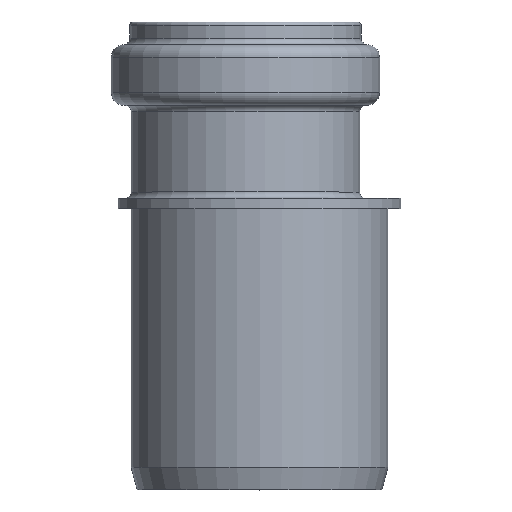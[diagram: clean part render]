
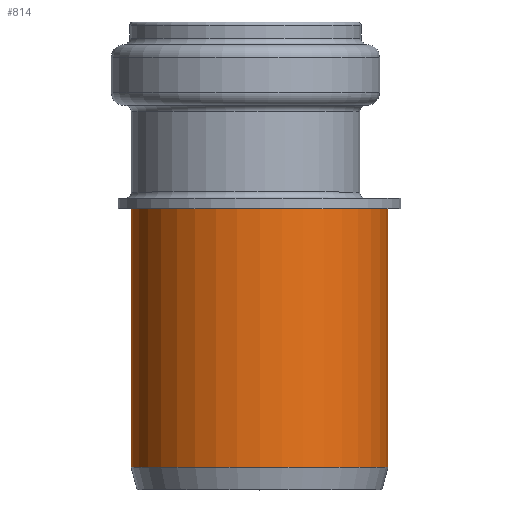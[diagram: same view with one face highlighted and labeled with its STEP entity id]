
A CAD part, top view. The second image highlights one B-rep face of the part: STEP entity #814.
In plain terms, the highlighted cylindrical face has radius 20.1 mm (diameter 40.2 mm), a full revolution.
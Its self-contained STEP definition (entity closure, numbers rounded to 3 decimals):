
#59=LINE('',#1612,#78);
#78=VECTOR('',#1290,20.1);
#90=CYLINDRICAL_SURFACE('',#979,20.1);
#130=FACE_OUTER_BOUND('',#177,.T.);
#177=EDGE_LOOP('',(#756,#757,#758,#759,#760,#761));
#277=CIRCLE('',#971,20.1);
#278=CIRCLE('',#972,20.1);
#281=CIRCLE('',#976,20.1);
#282=CIRCLE('',#977,20.1);
#372=VERTEX_POINT('',#1596);
#373=VERTEX_POINT('',#1597);
#376=VERTEX_POINT('',#1605);
#377=VERTEX_POINT('',#1607);
#498=EDGE_CURVE('',#372,#373,#277,.T.);
#499=EDGE_CURVE('',#373,#372,#278,.T.);
#503=EDGE_CURVE('',#376,#377,#281,.T.);
#504=EDGE_CURVE('',#377,#376,#282,.T.);
#505=EDGE_CURVE('',#376,#373,#59,.T.);
#756=ORIENTED_EDGE('',*,*,#504,.F.);
#757=ORIENTED_EDGE('',*,*,#503,.F.);
#758=ORIENTED_EDGE('',*,*,#505,.T.);
#759=ORIENTED_EDGE('',*,*,#499,.T.);
#760=ORIENTED_EDGE('',*,*,#498,.T.);
#761=ORIENTED_EDGE('',*,*,#505,.F.);
#814=ADVANCED_FACE('',(#130),#90,.T.);
#971=AXIS2_PLACEMENT_3D('',#1598,#1271,#1272);
#972=AXIS2_PLACEMENT_3D('',#1599,#1273,#1274);
#976=AXIS2_PLACEMENT_3D('',#1608,#1282,#1283);
#977=AXIS2_PLACEMENT_3D('',#1609,#1284,#1285);
#979=AXIS2_PLACEMENT_3D('',#1611,#1288,#1289);
#1271=DIRECTION('center_axis',(0.,-1.,0.));
#1272=DIRECTION('ref_axis',(1.,0.,0.));
#1273=DIRECTION('center_axis',(0.,-1.,0.));
#1274=DIRECTION('ref_axis',(1.,0.,0.));
#1282=DIRECTION('center_axis',(0.,-1.,0.));
#1283=DIRECTION('ref_axis',(1.,0.,0.));
#1284=DIRECTION('center_axis',(0.,-1.,0.));
#1285=DIRECTION('ref_axis',(1.,0.,0.));
#1288=DIRECTION('center_axis',(0.,-1.,0.));
#1289=DIRECTION('ref_axis',(1.,0.,0.));
#1290=DIRECTION('',(0.,1.,0.));
#1596=CARTESIAN_POINT('',(20.1,44.,0.));
#1597=CARTESIAN_POINT('',(-20.1,44.,0.));
#1598=CARTESIAN_POINT('Origin',(0.,44.,0.));
#1599=CARTESIAN_POINT('Origin',(0.,44.,0.));
#1605=CARTESIAN_POINT('',(-20.1,3.5,0.));
#1607=CARTESIAN_POINT('',(20.1,3.5,0.));
#1608=CARTESIAN_POINT('Origin',(0.,3.5,0.));
#1609=CARTESIAN_POINT('Origin',(0.,3.5,0.));
#1611=CARTESIAN_POINT('Origin',(0.,24.05,0.));
#1612=CARTESIAN_POINT('',(-20.1,24.05,0.));
